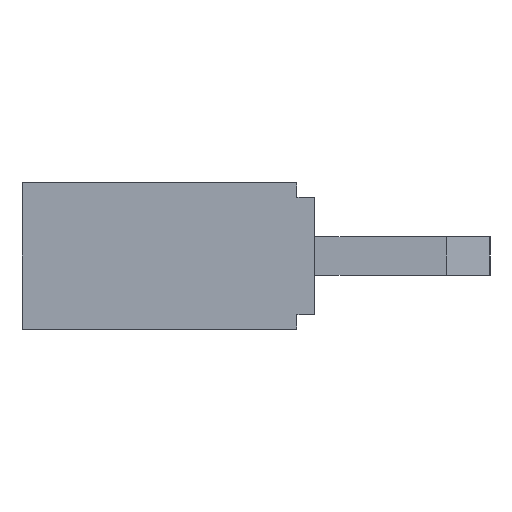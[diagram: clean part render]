
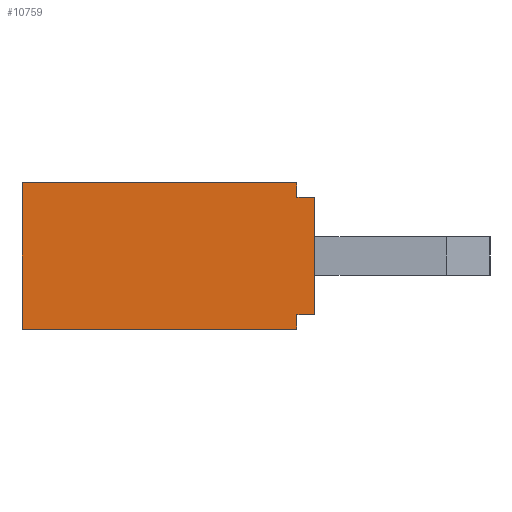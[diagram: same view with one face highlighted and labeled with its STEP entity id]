
A CAD part, left-side view. The second image highlights one B-rep face of the part: STEP entity #10759.
In plain terms, the highlighted planar face has unit normal (-1, 0, 0).
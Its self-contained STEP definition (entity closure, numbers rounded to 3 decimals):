
#397=FACE_OUTER_BOUND('',#1051,.T.);
#1051=EDGE_LOOP('',(#7495,#7496,#7497,#7498,#7499,#7500,#7501,#7502));
#1719=LINE('',#14754,#3205);
#1723=LINE('',#14759,#3209);
#2060=LINE('',#15468,#3546);
#2061=LINE('',#15470,#3547);
#2062=LINE('',#15471,#3548);
#2063=LINE('',#15473,#3549);
#2064=LINE('',#15475,#3550);
#2065=LINE('',#15476,#3551);
#3205=VECTOR('',#12010,2.5);
#3209=VECTOR('',#12014,2.5);
#3546=VECTOR('',#12421,0.3);
#3547=VECTOR('',#12422,2.);
#3548=VECTOR('',#12423,0.3);
#3549=VECTOR('',#12424,4.7);
#3550=VECTOR('',#12425,2.5);
#3551=VECTOR('',#12426,4.7);
#4685=VERTEX_POINT('',#14746);
#4688=VERTEX_POINT('',#14751);
#4689=VERTEX_POINT('',#14753);
#4690=VERTEX_POINT('',#14757);
#5027=VERTEX_POINT('',#15467);
#5028=VERTEX_POINT('',#15469);
#5029=VERTEX_POINT('',#15472);
#5030=VERTEX_POINT('',#15474);
#5659=EDGE_CURVE('',#4689,#4688,#1719,.T.);
#5663=EDGE_CURVE('',#4685,#4690,#1723,.T.);
#6000=EDGE_CURVE('',#4688,#5027,#2060,.T.);
#6001=EDGE_CURVE('',#5027,#5028,#2061,.T.);
#6002=EDGE_CURVE('',#5028,#4685,#2062,.T.);
#6003=EDGE_CURVE('',#5029,#4690,#2063,.T.);
#6004=EDGE_CURVE('',#5030,#5029,#2064,.T.);
#6005=EDGE_CURVE('',#4689,#5030,#2065,.T.);
#7495=ORIENTED_EDGE('',*,*,#5659,.T.);
#7496=ORIENTED_EDGE('',*,*,#6000,.T.);
#7497=ORIENTED_EDGE('',*,*,#6001,.T.);
#7498=ORIENTED_EDGE('',*,*,#6002,.T.);
#7499=ORIENTED_EDGE('',*,*,#5663,.T.);
#7500=ORIENTED_EDGE('',*,*,#6003,.F.);
#7501=ORIENTED_EDGE('',*,*,#6004,.F.);
#7502=ORIENTED_EDGE('',*,*,#6005,.F.);
#10138=PLANE('',#11395);
#10759=ADVANCED_FACE('',(#397),#10138,.F.);
#11395=AXIS2_PLACEMENT_3D('',#15466,#12419,#12420);
#12010=DIRECTION('',(0.,0.,1.));
#12014=DIRECTION('',(0.,0.,1.));
#12419=DIRECTION('center_axis',(1.,0.,0.));
#12420=DIRECTION('ref_axis',(0.,0.,-1.));
#12421=DIRECTION('',(0.,-1.,0.));
#12422=DIRECTION('',(0.,0.,1.));
#12423=DIRECTION('',(0.,1.,0.));
#12424=DIRECTION('',(0.,-1.,0.));
#12425=DIRECTION('',(0.,0.,1.));
#12426=DIRECTION('',(0.,1.,0.));
#14746=CARTESIAN_POINT('',(-25.65,0.3,1.));
#14751=CARTESIAN_POINT('',(-25.65,0.3,-1.));
#14753=CARTESIAN_POINT('',(-25.65,0.3,-1.25));
#14754=CARTESIAN_POINT('',(-25.65,0.3,-1.25));
#14757=CARTESIAN_POINT('',(-25.65,0.3,1.25));
#14759=CARTESIAN_POINT('',(-25.65,0.3,-1.25));
#15466=CARTESIAN_POINT('Origin',(-25.65,0.,0.));
#15467=CARTESIAN_POINT('',(-25.65,0.,-1.));
#15468=CARTESIAN_POINT('',(-25.65,0.,-1.));
#15469=CARTESIAN_POINT('',(-25.65,0.,1.));
#15470=CARTESIAN_POINT('',(-25.65,0.,1.));
#15471=CARTESIAN_POINT('',(-25.65,0.3,1.));
#15472=CARTESIAN_POINT('',(-25.65,5.,1.25));
#15473=CARTESIAN_POINT('',(-25.65,5.,1.25));
#15474=CARTESIAN_POINT('',(-25.65,5.,-1.25));
#15475=CARTESIAN_POINT('',(-25.65,5.,-1.25));
#15476=CARTESIAN_POINT('',(-25.65,0.3,-1.25));
